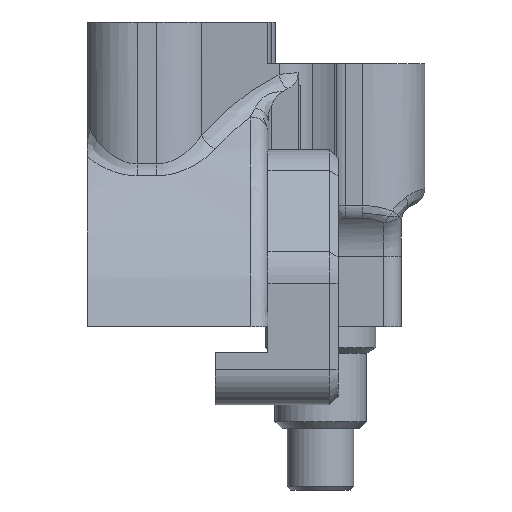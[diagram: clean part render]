
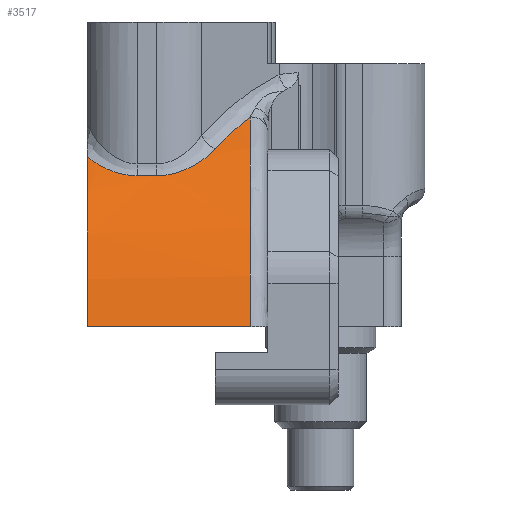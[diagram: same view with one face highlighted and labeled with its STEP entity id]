
A CAD part, left-side view. The second image highlights one B-rep face of the part: STEP entity #3517.
In plain terms, the highlighted cylindrical face has radius 18.25 mm (diameter 36.5 mm), a partial arc.
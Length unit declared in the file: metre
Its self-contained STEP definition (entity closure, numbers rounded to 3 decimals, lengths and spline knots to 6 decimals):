
#71=ELLIPSE('',#3848,0.023297,0.01825);
#111=B_SPLINE_CURVE_WITH_KNOTS('',3,(#5911,#5912,#5913,#5914,#5915,#5916,
#5917,#5918,#5919,#5920),.UNSPECIFIED.,.F.,.F.,(4,3,3,4),(0.,0.002091,
0.002115,0.004231),.UNSPECIFIED.);
#112=B_SPLINE_CURVE_WITH_KNOTS('',3,(#5923,#5924,#5925,#5926,#5927),
 .UNSPECIFIED.,.F.,.F.,(4,1,4),(0.,0.001693,
0.003387),.UNSPECIFIED.);
#174=CYLINDRICAL_SURFACE('',#3846,0.01825);
#310=CIRCLE('',#3795,0.01825);
#338=CIRCLE('',#3847,0.01825);
#536=FACE_OUTER_BOUND('',#764,.T.);
#764=EDGE_LOOP('',(#2724,#2725,#2726,#2727,#2728,#2729,#2730));
#1080=LINE('',#5902,#1341);
#1081=LINE('',#5922,#1342);
#1341=VECTOR('',#4546,1.);
#1342=VECTOR('',#4555,1.);
#1554=VERTEX_POINT('',#5524);
#1555=VERTEX_POINT('',#5526);
#1638=VERTEX_POINT('',#5891);
#1640=VERTEX_POINT('',#5906);
#1641=VERTEX_POINT('',#5908);
#1642=VERTEX_POINT('',#5910);
#1643=VERTEX_POINT('',#5921);
#1933=EDGE_CURVE('',#1554,#1555,#310,.T.);
#2039=EDGE_CURVE('',#1554,#1638,#1080,.T.);
#2041=EDGE_CURVE('',#1638,#1640,#338,.T.);
#2042=EDGE_CURVE('',#1640,#1641,#71,.T.);
#2043=EDGE_CURVE('',#1641,#1642,#111,.T.);
#2044=EDGE_CURVE('',#1642,#1643,#1081,.F.);
#2045=EDGE_CURVE('',#1643,#1555,#112,.T.);
#2724=ORIENTED_EDGE('',*,*,#2039,.T.);
#2725=ORIENTED_EDGE('',*,*,#2041,.T.);
#2726=ORIENTED_EDGE('',*,*,#2042,.T.);
#2727=ORIENTED_EDGE('',*,*,#2043,.T.);
#2728=ORIENTED_EDGE('',*,*,#2044,.T.);
#2729=ORIENTED_EDGE('',*,*,#2045,.T.);
#2730=ORIENTED_EDGE('',*,*,#1933,.F.);
#3517=ADVANCED_FACE('',(#536),#174,.T.);
#3795=AXIS2_PLACEMENT_3D('',#5527,#4396,#4397);
#3846=AXIS2_PLACEMENT_3D('',#5905,#4549,#4550);
#3847=AXIS2_PLACEMENT_3D('',#5907,#4551,#4552);
#3848=AXIS2_PLACEMENT_3D('',#5909,#4553,#4554);
#4396=DIRECTION('center_axis',(0.,1.,0.));
#4397=DIRECTION('ref_axis',(0.,0.,1.));
#4546=DIRECTION('',(0.,-1.,0.));
#4549=DIRECTION('center_axis',(0.,-1.,0.));
#4550=DIRECTION('ref_axis',(0.,0.,-1.));
#4551=DIRECTION('center_axis',(0.,1.,0.));
#4552=DIRECTION('ref_axis',(0.,0.,1.));
#4553=DIRECTION('center_axis',(-0.622,-0.783,0.));
#4554=DIRECTION('ref_axis',(0.783,-0.622,0.));
#4555=DIRECTION('',(0.,-1.,0.));
#5524=CARTESIAN_POINT('',(0.018134,0.04074,0.013996));
#5526=CARTESIAN_POINT('',(0.023627,0.04074,0.023707));
#5527=CARTESIAN_POINT('Origin',(0.036005,0.04074,0.010296));
#5891=CARTESIAN_POINT('',(0.018134,0.03144,0.013996));
#5902=CARTESIAN_POINT('',(0.018134,0.073191,0.013996));
#5905=CARTESIAN_POINT('Origin',(0.036005,0.073191,0.010296));
#5906=CARTESIAN_POINT('',(0.026628,0.03144,0.025953));
#5907=CARTESIAN_POINT('Origin',(0.036005,0.03144,0.010296));
#5908=CARTESIAN_POINT('',(0.024117,0.033433,0.024143));
#5909=CARTESIAN_POINT('Origin',(0.036005,0.024,0.010296));
#5910=CARTESIAN_POINT('',(0.022527,0.036794,0.0226));
#5911=CARTESIAN_POINT('Ctrl Pts',(0.024117,0.033433,
0.024143));
#5912=CARTESIAN_POINT('Ctrl Pts',(0.023664,0.033792,
0.023754));
#5913=CARTESIAN_POINT('Ctrl Pts',(0.023278,0.034251,
0.023381));
#5914=CARTESIAN_POINT('Ctrl Pts',(0.022996,0.034815,
0.023096));
#5915=CARTESIAN_POINT('Ctrl Pts',(0.022993,0.034821,
0.023092));
#5916=CARTESIAN_POINT('Ctrl Pts',(0.02299,0.034828,
0.023089));
#5917=CARTESIAN_POINT('Ctrl Pts',(0.022986,0.034834,
0.023086));
#5918=CARTESIAN_POINT('Ctrl Pts',(0.022703,0.035406,
0.022799));
#5919=CARTESIAN_POINT('Ctrl Pts',(0.022527,0.036085,
0.0226));
#5920=CARTESIAN_POINT('Ctrl Pts',(0.022527,0.036794,
0.0226));
#5921=CARTESIAN_POINT('',(0.022527,0.037891,0.0226));
#5922=CARTESIAN_POINT('',(0.022527,0.073191,0.0226));
#5923=CARTESIAN_POINT('Ctrl Pts',(0.022527,0.037891,
0.0226));
#5924=CARTESIAN_POINT('Ctrl Pts',(0.022527,0.038457,
0.0226));
#5925=CARTESIAN_POINT('Ctrl Pts',(0.022758,0.03956,
0.022859));
#5926=CARTESIAN_POINT('Ctrl Pts',(0.023308,0.040396,0.023412));
#5927=CARTESIAN_POINT('Ctrl Pts',(0.023627,0.04074,
0.023707));
